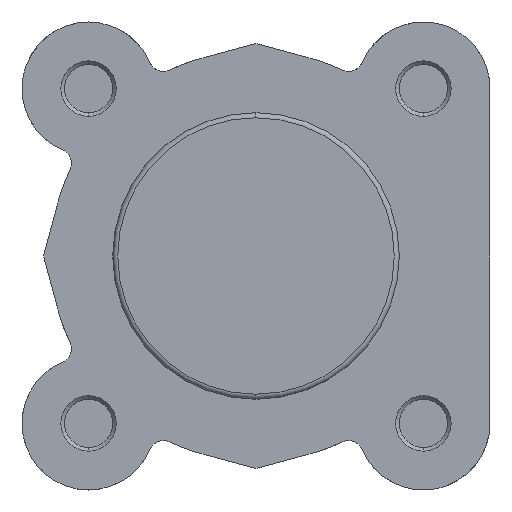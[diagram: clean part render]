
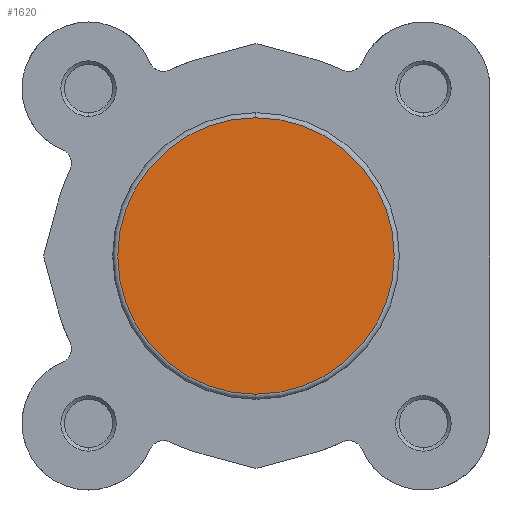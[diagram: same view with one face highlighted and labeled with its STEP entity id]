
A CAD part, left-side view. The second image highlights one B-rep face of the part: STEP entity #1620.
In plain terms, the highlighted planar face has unit normal (-1, 0, 0).
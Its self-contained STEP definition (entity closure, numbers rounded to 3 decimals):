
#448 = EDGE_LOOP ( 'NONE', ( #3208, #3207 ) ) ;
#782 = CARTESIAN_POINT ( 'NONE',  ( 0., 0., 0. ) ) ;
#784 = DIRECTION ( 'NONE',  ( -1., 0., 0. ) ) ;
#785 = DIRECTION ( 'NONE',  ( 0., 0., -1. ) ) ;
#1203 = CARTESIAN_POINT ( 'NONE',  ( 0., 0., 0. ) ) ;
#1205 = DIRECTION ( 'NONE',  ( -1., 0., 0. ) ) ;
#1206 = DIRECTION ( 'NONE',  ( 0., 0., -1. ) ) ;
#1620 = ADVANCED_FACE ( 'NONE', ( #3787 ), #4093, .F. ) ;
#1844 = VERTEX_POINT ( 'NONE', #4839 ) ;
#1977 = VERTEX_POINT ( 'NONE', #4987 ) ;
#3207 = ORIENTED_EDGE ( 'NONE', *, *, #6293, .T. ) ;
#3208 = ORIENTED_EDGE ( 'NONE', *, *, #6129, .T. ) ;
#3787 = FACE_OUTER_BOUND ( 'NONE', #448, .T. ) ;
#4092 = CARTESIAN_POINT ( 'NONE',  ( 0., 12.5, 0. ) ) ;
#4093 = PLANE ( 'NONE',  #6490 ) ;
#4094 = DIRECTION ( 'NONE',  ( 1., 0., 0. ) ) ;
#4095 = DIRECTION ( 'NONE',  ( 0., 0., -1. ) ) ;
#4839 = CARTESIAN_POINT ( 'NONE',  ( 0., 0., -19.2 ) ) ;
#4987 = CARTESIAN_POINT ( 'NONE',  ( 0., 0., 19.2 ) ) ;
#5672 = CIRCLE ( 'NONE', #6752, 19.2 ) ;
#5910 = CIRCLE ( 'NONE', #6825, 19.2 ) ;
#6129 = EDGE_CURVE ( 'NONE', #1844, #1977, #5672, .T. ) ;
#6293 = EDGE_CURVE ( 'NONE', #1977, #1844, #5910, .T. ) ;
#6490 = AXIS2_PLACEMENT_3D ( 'NONE', #4092, #4094, #4095 ) ;
#6752 = AXIS2_PLACEMENT_3D ( 'NONE', #782, #784, #785 ) ;
#6825 = AXIS2_PLACEMENT_3D ( 'NONE', #1203, #1205, #1206 ) ;
